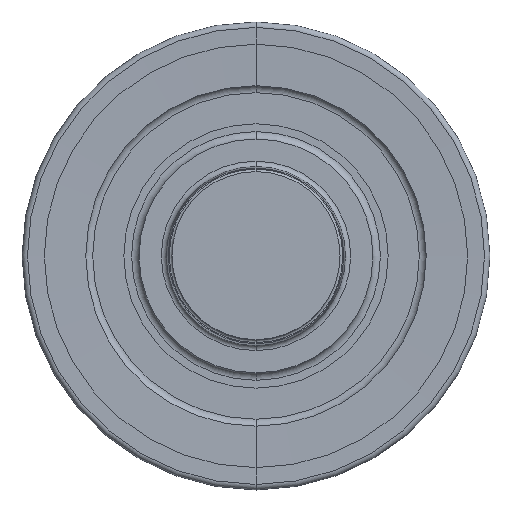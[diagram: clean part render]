
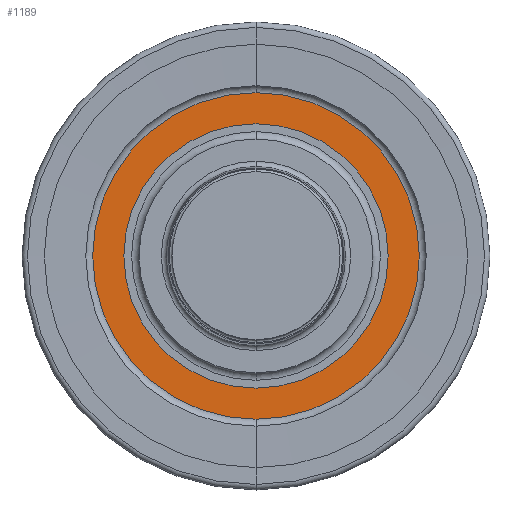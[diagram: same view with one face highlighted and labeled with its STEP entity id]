
A CAD part, top view. The second image highlights one B-rep face of the part: STEP entity #1189.
In plain terms, the highlighted face is planar.
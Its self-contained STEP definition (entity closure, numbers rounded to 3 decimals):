
#842=CARTESIAN_POINT('',(0.,0.,0.36));
#843=DIRECTION('',(0.,0.,1.));
#844=DIRECTION('',(0.,1.,0.));
#845=AXIS2_PLACEMENT_3D('',#842,#843,#844);
#850=CARTESIAN_POINT('',(0.,0.,0.36));
#851=DIRECTION('',(0.,0.,-1.));
#852=DIRECTION('',(0.,1.,0.));
#853=AXIS2_PLACEMENT_3D('',#850,#851,#852);
#858=CARTESIAN_POINT('',(0.,0.,0.36));
#859=DIRECTION('',(0.,0.,-1.));
#860=DIRECTION('',(0.,1.,0.));
#861=AXIS2_PLACEMENT_3D('',#858,#859,#860);
#882=CARTESIAN_POINT('',(0.,0.,0.36));
#883=DIRECTION('',(0.,0.,1.));
#884=DIRECTION('',(0.,1.,0.));
#885=AXIS2_PLACEMENT_3D('',#882,#883,#884);
#1105=CARTESIAN_POINT('',(0.,5.,0.36));
#1107=VERTEX_POINT('',#1105);
#1108=CARTESIAN_POINT('',(0.,6.177,0.36));
#1110=VERTEX_POINT('',#1108);
#1117=CARTESIAN_POINT('',(0.,-5.,0.36));
#1119=VERTEX_POINT('',#1117);
#1120=CARTESIAN_POINT('',(0.,-6.177,0.36));
#1122=VERTEX_POINT('',#1120);
#1174=CARTESIAN_POINT('',(0.,0.,0.36));
#1175=DIRECTION('',(0.,0.,-1.));
#1176=DIRECTION('',(0.,-1.,0.));
#1177=AXIS2_PLACEMENT_3D('',#1174,#1175,#1176);
#1178=PLANE('',#1177);
#1180=ORIENTED_EDGE('',*,*,#1179,.F.);
#1182=ORIENTED_EDGE('',*,*,#1181,.T.);
#1183=EDGE_LOOP('',(#1180,#1182));
#1184=FACE_OUTER_BOUND('',#1183,.F.);
#1185=ORIENTED_EDGE('',*,*,#1166,.F.);
#1186=ORIENTED_EDGE('',*,*,#1155,.T.);
#1187=EDGE_LOOP('',(#1185,#1186));
#1188=FACE_BOUND('',#1187,.F.);
#1189=ADVANCED_FACE('',(#1184,#1188),#1178,.T.);
#846=CIRCLE('',#845,5.);
#854=CIRCLE('',#853,5.);
#862=CIRCLE('',#861,6.177);
#886=CIRCLE('',#885,6.177);
#1155=EDGE_CURVE('',#1107,#1119,#854,.T.);
#1166=EDGE_CURVE('',#1107,#1119,#846,.T.);
#1179=EDGE_CURVE('',#1110,#1122,#862,.T.);
#1181=EDGE_CURVE('',#1110,#1122,#886,.T.);
